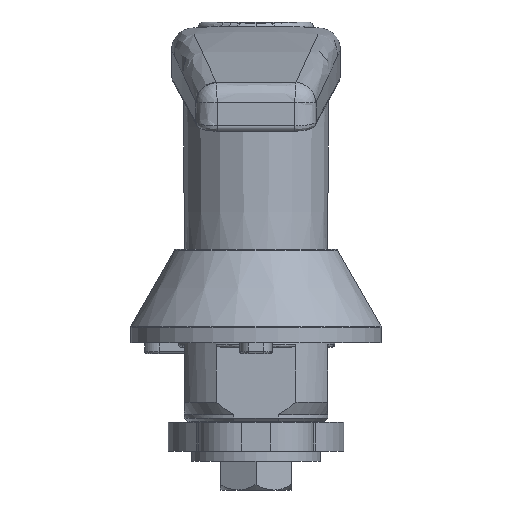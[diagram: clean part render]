
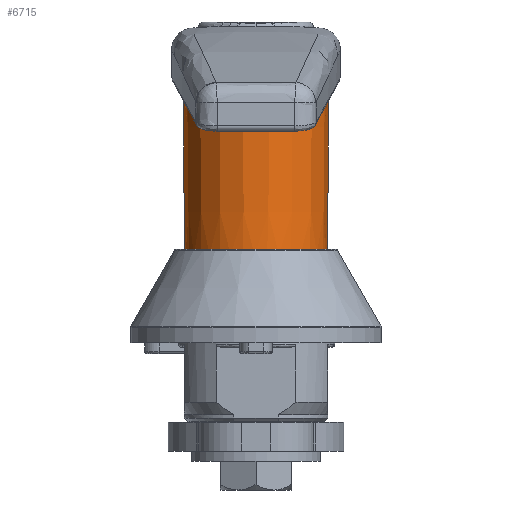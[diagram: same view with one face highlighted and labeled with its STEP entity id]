
A CAD part, front view. The second image highlights one B-rep face of the part: STEP entity #6715.
In plain terms, the highlighted conical face has half-angle 0.477 degrees and reference radius 10.049 mm.
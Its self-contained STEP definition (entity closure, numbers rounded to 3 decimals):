
#963=CARTESIAN_POINT('',(-5.309,-8.647,
-23.622));
#1515=CARTESIAN_POINT('',(-5.375,-8.606,
-23.573));
#1516=CARTESIAN_POINT('',(-5.364,-8.613,
-23.581));
#1517=CARTESIAN_POINT('',(-5.342,-8.627,
-23.597));
#1518=CARTESIAN_POINT('',(-5.32,-8.64,
-23.614));
#1519=CARTESIAN_POINT('',(-5.309,-8.647,
-23.622));
#1521=CARTESIAN_POINT('',(-6.592,-7.708,
-23.1));
#1522=CARTESIAN_POINT('',(-6.471,-7.811,
-23.096));
#1523=CARTESIAN_POINT('',(-6.221,-8.016,
-23.127));
#1524=CARTESIAN_POINT('',(-5.808,-8.322,
-23.29));
#1525=CARTESIAN_POINT('',(-5.522,-8.513,
-23.468));
#1526=CARTESIAN_POINT('',(-5.375,-8.606,
-23.573));
#1528=CARTESIAN_POINT('',(-9.449,-3.688,
-23.22));
#1529=CARTESIAN_POINT('',(-9.248,-4.204,
-23.21));
#1530=CARTESIAN_POINT('',(-8.76,-5.202,
-23.187));
#1531=CARTESIAN_POINT('',(-7.795,-6.561,
-23.144));
#1532=CARTESIAN_POINT('',(-7.013,-7.349,
-23.115));
#1533=CARTESIAN_POINT('',(-6.592,-7.708,
-23.1));
#1535=CARTESIAN_POINT('',(-10.143,0.001,
-23.131));
#1536=CARTESIAN_POINT('',(-10.143,-0.415,
-23.131));
#1537=CARTESIAN_POINT('',(-10.092,-1.25,
-23.137));
#1538=CARTESIAN_POINT('',(-9.86,-2.489,
-23.168));
#1539=CARTESIAN_POINT('',(-9.603,-3.294,
-23.201));
#1540=CARTESIAN_POINT('',(-9.449,-3.688,
-23.22));
#1542=DIRECTION('',(-0.008,0.,-1.));
#1543=VECTOR('',#1542,23.131);
#1544=CARTESIAN_POINT('',(-9.95,0.,0.));
#1545=LINE('',#1544,#1543);
#1546=CARTESIAN_POINT('',(0.,0.,0.));
#1547=DIRECTION('',(0.,0.,1.));
#1548=DIRECTION('',(-1.,0.,0.));
#1549=AXIS2_PLACEMENT_3D('',#1546,#1547,#1548);
#1551=CARTESIAN_POINT('',(0.,0.,0.));
#1552=DIRECTION('',(0.,0.,-1.));
#1553=DIRECTION('',(1.,0.,0.));
#1554=AXIS2_PLACEMENT_3D('',#1551,#1552,#1553);
#1556=DIRECTION('',(0.008,0.,-1.));
#1557=VECTOR('',#1556,23.131);
#1558=CARTESIAN_POINT('',(9.95,0.,0.));
#1559=LINE('',#1558,#1557);
#1560=CARTESIAN_POINT('',(9.449,-3.688,
-23.22));
#1561=CARTESIAN_POINT('',(9.602,-3.296,
-23.201));
#1562=CARTESIAN_POINT('',(9.859,-2.494,
-23.168));
#1563=CARTESIAN_POINT('',(10.091,-1.256,
-23.138));
#1564=CARTESIAN_POINT('',(10.143,-0.418,
-23.131));
#1565=CARTESIAN_POINT('',(10.143,0.,
-23.131));
#1567=CARTESIAN_POINT('',(6.592,-7.708,
-23.1));
#1568=CARTESIAN_POINT('',(7.013,-7.349,
-23.115));
#1569=CARTESIAN_POINT('',(7.795,-6.561,
-23.144));
#1570=CARTESIAN_POINT('',(8.76,-5.203,
-23.187));
#1571=CARTESIAN_POINT('',(9.248,-4.204,
-23.21));
#1572=CARTESIAN_POINT('',(9.449,-3.688,
-23.22));
#1574=CARTESIAN_POINT('',(5.375,-8.606,
-23.573));
#1575=CARTESIAN_POINT('',(5.522,-8.513,
-23.468));
#1576=CARTESIAN_POINT('',(5.808,-8.322,
-23.29));
#1577=CARTESIAN_POINT('',(6.221,-8.016,
-23.127));
#1578=CARTESIAN_POINT('',(6.471,-7.811,
-23.096));
#1579=CARTESIAN_POINT('',(6.592,-7.708,
-23.1));
#1581=CARTESIAN_POINT('',(5.309,-8.647,
-23.622));
#1582=CARTESIAN_POINT('',(5.32,-8.64,
-23.614));
#1583=CARTESIAN_POINT('',(5.342,-8.627,
-23.597));
#1584=CARTESIAN_POINT('',(5.364,-8.613,
-23.581));
#1585=CARTESIAN_POINT('',(5.375,-8.606,
-23.573));
#1587=CARTESIAN_POINT('',(-5.309,-8.647,
-23.622));
#1588=CARTESIAN_POINT('',(-4.855,-8.926,
-23.653));
#1589=CARTESIAN_POINT('',(-3.902,-9.413,
-23.711));
#1590=CARTESIAN_POINT('',(-2.374,-9.91,
-23.774));
#1591=CARTESIAN_POINT('',(-0.788,-10.16,
-23.807));
#1592=CARTESIAN_POINT('',(0.817,-10.158,
-23.807));
#1593=CARTESIAN_POINT('',(2.402,-9.903,
-23.773));
#1594=CARTESIAN_POINT('',(3.933,-9.4,
-23.71));
#1595=CARTESIAN_POINT('',(4.867,-8.919,
-23.653));
#1596=CARTESIAN_POINT('',(5.309,-8.647,
-23.622));
#2473=CARTESIAN_POINT('',(9.95,0.,0.));
#2475=VERTEX_POINT('',#2473);
#2477=CARTESIAN_POINT('',(-9.236,-3.7,0.));
#2478=VERTEX_POINT('',#2477);
#2571=CARTESIAN_POINT('',(10.143,0.,
-23.131));
#2572=VERTEX_POINT('',#2571);
#2617=VERTEX_POINT('',#963);
#2619=VERTEX_POINT('',#1515);
#2621=VERTEX_POINT('',#1521);
#2624=VERTEX_POINT('',#1567);
#2625=VERTEX_POINT('',#1572);
#2641=VERTEX_POINT('',#1535);
#2642=VERTEX_POINT('',#1540);
#2643=VERTEX_POINT('',#1596);
#2656=VERTEX_POINT('',#1574);
#2681=CARTESIAN_POINT('',(-9.95,0.,0.));
#2682=VERTEX_POINT('',#2681);
#6690=CARTESIAN_POINT('',(0.,0.,-11.903));
#6691=DIRECTION('',(0.,0.,-1.));
#6692=DIRECTION('',(1.,0.,0.));
#6693=AXIS2_PLACEMENT_3D('',#6690,#6691,#6692);
#6694=CONICAL_SURFACE('',#6693,10.049,0.477);
#6696=ORIENTED_EDGE('',*,*,#6695,.F.);
#6697=ORIENTED_EDGE('',*,*,#4425,.F.);
#6698=ORIENTED_EDGE('',*,*,#4460,.F.);
#6699=ORIENTED_EDGE('',*,*,#5547,.F.);
#6701=ORIENTED_EDGE('',*,*,#6700,.F.);
#6703=ORIENTED_EDGE('',*,*,#6702,.T.);
#6705=ORIENTED_EDGE('',*,*,#6704,.F.);
#6707=ORIENTED_EDGE('',*,*,#6706,.T.);
#6708=ORIENTED_EDGE('',*,*,#5451,.F.);
#6709=ORIENTED_EDGE('',*,*,#3925,.F.);
#6710=ORIENTED_EDGE('',*,*,#3965,.F.);
#6711=ORIENTED_EDGE('',*,*,#6684,.F.);
#6712=ORIENTED_EDGE('',*,*,#5338,.F.);
#6713=EDGE_LOOP('',(#6696,#6697,#6698,#6699,#6701,#6703,#6705,#6707,#6708,#6709,
#6710,#6711,#6712));
#6714=FACE_OUTER_BOUND('',#6713,.F.);
#6715=ADVANCED_FACE('',(#6714),#6694,.T.);
#1520=B_SPLINE_CURVE_WITH_KNOTS('',3,(#1515,#1516,#1517,#1518,#1519),
.UNSPECIFIED.,.F.,.F.,(4,1,4),(0.,0.5,1.),.UNSPECIFIED.);
#1527=B_SPLINE_CURVE_WITH_KNOTS('',3,(#1521,#1522,#1523,#1524,#1525,#1526),
.UNSPECIFIED.,.F.,.F.,(4,1,1,4),(0.,0.333,0.667,1.),
.UNSPECIFIED.);
#1534=B_SPLINE_CURVE_WITH_KNOTS('',3,(#1528,#1529,#1530,#1531,#1532,#1533),
.UNSPECIFIED.,.F.,.F.,(4,1,1,4),(0.,0.333,0.667,1.),
.UNSPECIFIED.);
#1541=B_SPLINE_CURVE_WITH_KNOTS('',3,(#1535,#1536,#1537,#1538,#1539,#1540),
.UNSPECIFIED.,.F.,.F.,(4,1,1,4),(0.,0.333,0.667,1.),
.UNSPECIFIED.);
#1550=CIRCLE('',#1549,9.95);
#1555=CIRCLE('',#1554,9.95);
#1566=B_SPLINE_CURVE_WITH_KNOTS('',3,(#1560,#1561,#1562,#1563,#1564,#1565),
.UNSPECIFIED.,.F.,.F.,(4,1,1,4),(0.,0.333,0.667,1.),
.UNSPECIFIED.);
#1573=B_SPLINE_CURVE_WITH_KNOTS('',3,(#1567,#1568,#1569,#1570,#1571,#1572),
.UNSPECIFIED.,.F.,.F.,(4,1,1,4),(0.,0.333,0.667,1.),
.UNSPECIFIED.);
#1580=B_SPLINE_CURVE_WITH_KNOTS('',3,(#1574,#1575,#1576,#1577,#1578,#1579),
.UNSPECIFIED.,.F.,.F.,(4,1,1,4),(0.,0.333,0.667,1.),
.UNSPECIFIED.);
#1586=B_SPLINE_CURVE_WITH_KNOTS('',3,(#1581,#1582,#1583,#1584,#1585),
.UNSPECIFIED.,.F.,.F.,(4,1,4),(0.,0.5,1.),.UNSPECIFIED.);
#1597=B_SPLINE_CURVE_WITH_KNOTS('',3,(#1587,#1588,#1589,#1590,#1591,#1592,#1593,
#1594,#1595,#1596),.UNSPECIFIED.,.F.,.F.,(4,1,1,1,1,1,1,4),(0.,
0.143,0.286,0.429,0.571,
0.714,0.857,1.),.UNSPECIFIED.);
#3925=EDGE_CURVE('',#2624,#2625,#1573,.T.);
#3965=EDGE_CURVE('',#2656,#2624,#1580,.T.);
#4425=EDGE_CURVE('',#2621,#2619,#1527,.T.);
#4460=EDGE_CURVE('',#2642,#2621,#1534,.T.);
#5338=EDGE_CURVE('',#2617,#2643,#1597,.T.);
#5451=EDGE_CURVE('',#2625,#2572,#1566,.T.);
#5547=EDGE_CURVE('',#2641,#2642,#1541,.T.);
#6684=EDGE_CURVE('',#2643,#2656,#1586,.T.);
#6695=EDGE_CURVE('',#2619,#2617,#1520,.T.);
#6700=EDGE_CURVE('',#2682,#2641,#1545,.T.);
#6702=EDGE_CURVE('',#2682,#2478,#1550,.T.);
#6704=EDGE_CURVE('',#2475,#2478,#1555,.T.);
#6706=EDGE_CURVE('',#2475,#2572,#1559,.T.);
